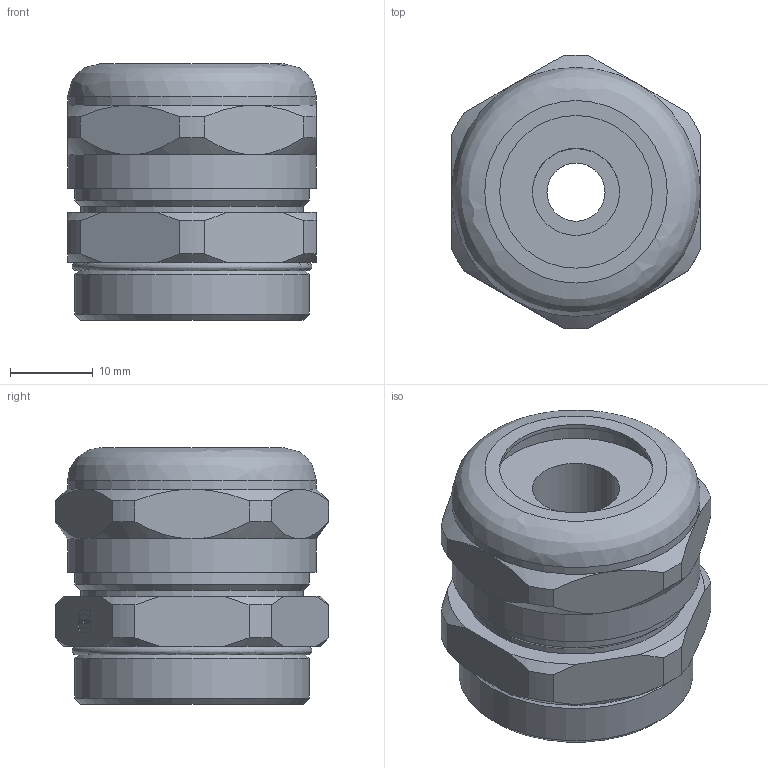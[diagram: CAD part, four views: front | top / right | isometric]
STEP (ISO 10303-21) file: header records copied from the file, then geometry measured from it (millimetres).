
FILE_DESCRIPTION(/* description */ (''),/* implementation_level */ '2;1');
FILE_NAME(/* name */ '100816600ugm000_a.stp',/* time_stamp */ '2018-12-19T08:41:34+01:00',/* author */ (''),/* organization */ (''),/* preprocessor_version */ 'ST-DEVELOPER v16.7',/* originating_system */ 'SIEMENS PLM Software NX 12.0',/* authorisation */ '');
FILE_SCHEMA (('AUTOMOTIVE_DESIGN { 1 0 10303 214 3 1 1 1 }'));
Length unit declared in the file: millimetre
Products named in the file (1): 100816600ugm000_a
Bounding box: 30 x 32.98 x 30.94 mm (x, y, z)
Volume: 17038.6 mm3; surface area: 7601.5 mm2
Topology: 1 solids, 2 shells, 181 faces, 445 edges, 293 vertices
Faces by surface type: plane 113, cylinder 29, cone 28, bspline 11
Full cylindrical faces by diameter (mm): 0.242 x1, 0.294 x1, 7 x1, 10.5 x1, 18.4 x1, 21 x2, 23 x1, 26 x1, 26.78 x1, 28 x1, 28.3 x2, 30 x2
Entity records: 6153 total; most frequent: CARTESIAN_POINT 1308, ORIENTED_EDGE 846, DIRECTION 790, EDGE_CURVE 423, VERTEX_POINT 291, LINE 266, VECTOR 266, AXIS2_PLACEMENT_3D 262
